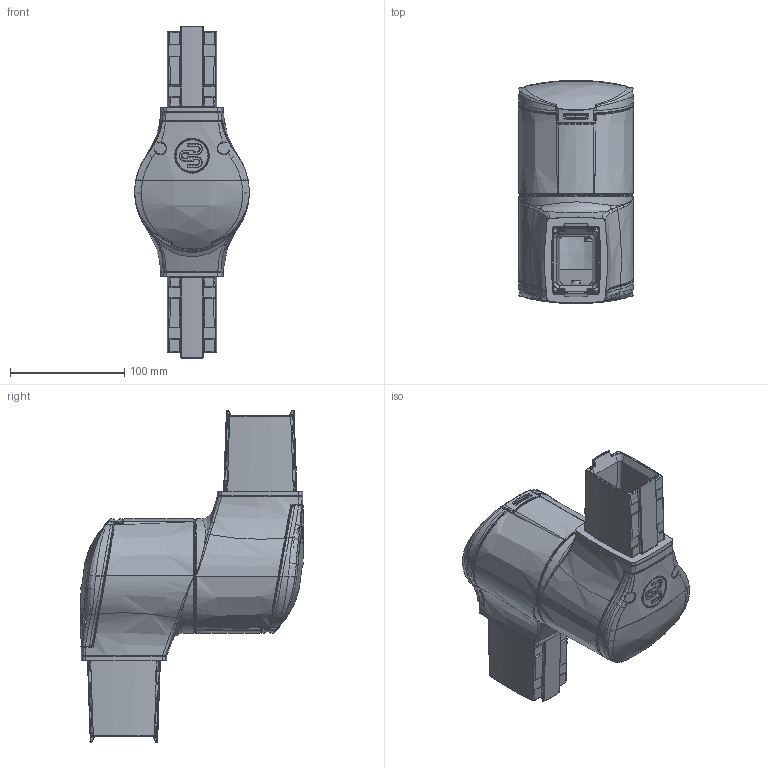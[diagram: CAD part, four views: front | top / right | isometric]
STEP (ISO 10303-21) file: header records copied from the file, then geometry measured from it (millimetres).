
FILE_DESCRIPTION((''),'2;1');
FILE_NAME('1017300010_ASM','2015-07-15T',('Falk.Schoember'),(''),'PRO/ENGINEER BY PARAMETRIC TECHNOLOGY CORPORATION, 2012360','PRO/ENGINEER BY PARAMETRIC TECHNOLOGY CORPORATION, 2012360','');
FILE_SCHEMA(('AUTOMOTIVE_DESIGN { 1 0 10303 214 1 1 1 1 }'));
Products named in the file (22): 9324209000_AF0; 9620434000_ASM; 9231806000; 9371072000; 9411111000_EINB_AF6; 9324210000_AF0; 9620435000_ASM; 9371073000; 9502352000; 9263051000; 9324212000; 9261333000; 9231010000_DICHTUNG-ZG-DE; 9324211000; 9261334000; 9222005000; 9263097000_GEW_STIFT; 9263097000_ASM; 9231797000_AF10; 9231797000_AF11; 9261441000; 1017300010_ASM
Assembly tree (29 placements, depth 3):
  1017300010_ASM
    9620434000_ASM
      9324209000_AF0
    9231806000
    9371072000
    9411111000_EINB_AF6
    9620435000_ASM
      9324210000_AF0
    9371073000
    9502352000
    9263051000
    9324212000
    9261333000
    9231010000_DICHTUNG-ZG-DE  x2
    9324211000  x2
    9261334000  x4
    9222005000
    9263097000_ASM
      9263097000_GEW_STIFT
    9231797000_AF10
    9231797000_AF11
    9261441000  x4
Bounding box: 100 x 195.09 x 290 mm (x, y, z)
Volume: 1007863.8 mm3; surface area: 593025.8 mm2
Topology: 26 solids, 136 shells, 3149 faces, 8673 edges, 5694 vertices
Faces by surface type: cylinder 966, bspline 853, plane 831, cone 234, torus 188, sphere 73, extrusion 4
Entity records: 162109 total; most frequent: CARTESIAN_POINT 66513, ORIENTED_EDGE 11967, DIRECTION 10111, PRESENTATION_STYLE_ASSIGNMENT 7234, STYLED_ITEM 7234, EDGE_CURVE 6810, CURVE_STYLE 5021, VERTEX_POINT 4543
